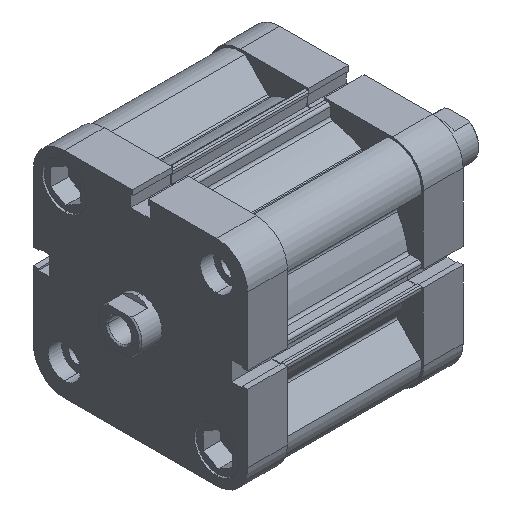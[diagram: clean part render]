
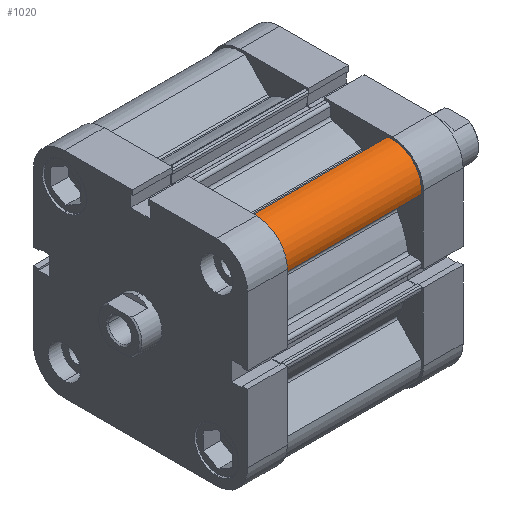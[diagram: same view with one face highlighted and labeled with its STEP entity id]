
A CAD part, isometric view. The second image highlights one B-rep face of the part: STEP entity #1020.
In plain terms, the highlighted cylindrical face has radius 10.75 mm (diameter 21.5 mm), a partial arc.
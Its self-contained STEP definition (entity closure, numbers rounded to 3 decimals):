
#90 = VERTEX_POINT ( 'NONE', #4504 ) ;
#165 = VERTEX_POINT ( 'NONE', #4577 ) ;
#169 = VERTEX_POINT ( 'NONE', #4581 ) ;
#660 = EDGE_LOOP ( 'NONE', ( #1283, #1355, #1347, #1310 ) ) ;
#729 = EDGE_CURVE ( 'NONE', #169, #7805, #3767, .T. ) ;
#740 = EDGE_CURVE ( 'NONE', #169, #165, #3797, .T. ) ;
#747 = EDGE_CURVE ( 'NONE', #7805, #90, #3809, .T. ) ;
#1020 = ADVANCED_FACE ( 'NONE', ( #4138 ), #4135, .T. ) ;
#1283 = ORIENTED_EDGE ( 'NONE', *, *, #747, .T. ) ;
#1310 = ORIENTED_EDGE ( 'NONE', *, *, #729, .T. ) ;
#1347 = ORIENTED_EDGE ( 'NONE', *, *, #740, .F. ) ;
#1355 = ORIENTED_EDGE ( 'NONE', *, *, #2046, .F. ) ;
#1898 = CARTESIAN_POINT ( 'NONE',  ( 26.479, -38.853, 0. ) ) ;
#2046 = EDGE_CURVE ( 'NONE', #165, #90, #5776, .T. ) ;
#2477 = AXIS2_PLACEMENT_3D ( 'NONE', #4664, #4666, #4667 ) ;
#2491 = AXIS2_PLACEMENT_3D ( 'NONE', #4682, #4683, #4684 ) ;
#2646 = AXIS2_PLACEMENT_3D ( 'NONE', #5248, #5240, #5243 ) ;
#3767 = LINE ( 'NONE', #4637, #3778 ) ;
#3778 = VECTOR ( 'NONE', #4640, 1000. ) ;
#3797 = CIRCLE ( 'NONE', #2477, 10.75 ) ;
#3809 = CIRCLE ( 'NONE', #2491, 10.75 ) ;
#4135 = CYLINDRICAL_SURFACE ( 'NONE', #2646, 10.75 ) ;
#4138 = FACE_OUTER_BOUND ( 'NONE', #660, .T. ) ;
#4504 = CARTESIAN_POINT ( 'NONE',  ( 38.853, -26.479, 0. ) ) ;
#4577 = CARTESIAN_POINT ( 'NONE',  ( 38.853, -26.479, 50.5 ) ) ;
#4581 = CARTESIAN_POINT ( 'NONE',  ( 26.479, -38.853, 50.5 ) ) ;
#4637 = CARTESIAN_POINT ( 'NONE',  ( 26.479, -38.853, 50.5 ) ) ;
#4640 = DIRECTION ( 'NONE',  ( 0., 0., -1. ) ) ;
#4664 = CARTESIAN_POINT ( 'NONE',  ( 28.25, -28.25, 50.5 ) ) ;
#4666 = DIRECTION ( 'NONE',  ( 0., 0., 1. ) ) ;
#4667 = DIRECTION ( 'NONE',  ( -1., 0., 0. ) ) ;
#4682 = CARTESIAN_POINT ( 'NONE',  ( 28.25, -28.25, 0. ) ) ;
#4683 = DIRECTION ( 'NONE',  ( 0., 0., 1. ) ) ;
#4684 = DIRECTION ( 'NONE',  ( -1., 0., 0. ) ) ;
#5240 = DIRECTION ( 'NONE',  ( 0., 0., -1. ) ) ;
#5243 = DIRECTION ( 'NONE',  ( -1., 0., 0. ) ) ;
#5248 = CARTESIAN_POINT ( 'NONE',  ( 28.25, -28.25, 50.5 ) ) ;
#5776 = LINE ( 'NONE', #6942, #5781 ) ;
#5781 = VECTOR ( 'NONE', #6943, 1000. ) ;
#6942 = CARTESIAN_POINT ( 'NONE',  ( 38.853, -26.479, 50.5 ) ) ;
#6943 = DIRECTION ( 'NONE',  ( 0., 0., -1. ) ) ;
#7805 = VERTEX_POINT ( 'NONE', #1898 ) ;
